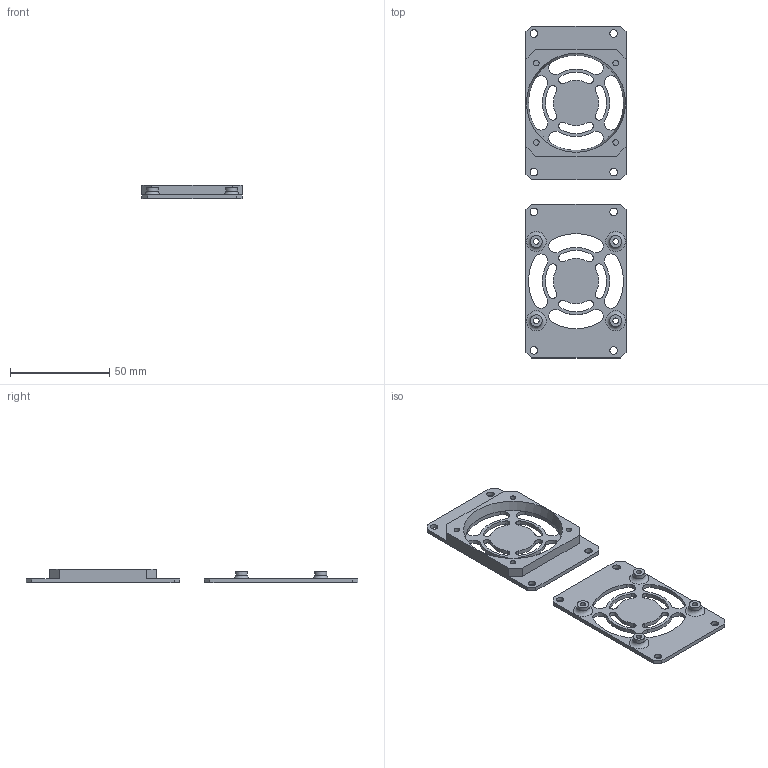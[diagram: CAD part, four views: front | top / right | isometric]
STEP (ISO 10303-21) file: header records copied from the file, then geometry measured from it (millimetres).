
FILE_DESCRIPTION(/* description */ (''),/* implementation_level */ '2;1');
FILE_NAME(/* name */ 'Side Panel - 50mm Fan.step',/* time_stamp */ '2023-06-03T03:59:54-05:00',/* author */ (''),/* organization */ (''),/* preprocessor_version */ 'ST-DEVELOPER v19.2',/* originating_system */ 'Autodesk Translation Framework v12.6.0.85',/* authorisation */ '');
FILE_SCHEMA (('AUTOMOTIVE_DESIGN { 1 0 10303 214 3 1 1 }'));
Length unit declared in the file: millimetre
Products named in the file (3): Side Panel - 50mm Fan; Side Panel - Internal 50mm Fan; Side Panel - External 50mm Fan
Assembly tree (2 placements, depth 2):
  Side Panel - 50mm Fan
    Side Panel - Internal 50mm Fan
    Side Panel - External 50mm Fan
Bounding box: 50.6 x 167.6 x 7 mm (x, y, z)
Volume: 15570.1 mm3; surface area: 16414.4 mm2
Topology: 2 solids, 2 shells, 126 faces, 339 edges, 222 vertices
Faces by surface type: cylinder 84, plane 37, torus 4, cone 1
Full cylindrical faces by diameter (mm): 2.8 x8, 3.8 x8, 6 x4
Entity records: 4226 total; most frequent: DIRECTION 783, CARTESIAN_POINT 692, ORIENTED_EDGE 678, EDGE_CURVE 339, AXIS2_PLACEMENT_3D 313, VERTEX_POINT 222, EDGE_LOOP 187, CIRCLE 182
